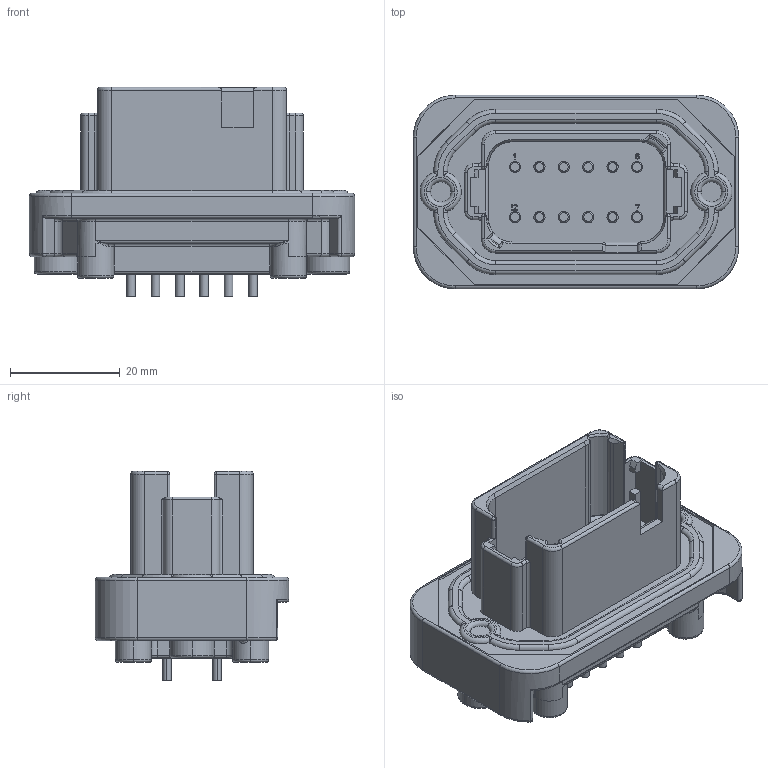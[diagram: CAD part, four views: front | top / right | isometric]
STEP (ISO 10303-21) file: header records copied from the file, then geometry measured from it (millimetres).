
FILE_DESCRIPTION((''),'2;1');
FILE_NAME('C-DT15-12PC-B016','2019-11-08T04:12:35',('workeradm'),('TE Connectivity Ltd.'),'CREO PARAMETRIC BY PTC INC, 2019030','CREO PARAMETRIC BY PTC INC, 2019030','');
FILE_SCHEMA(('AUTOMOTIVE_DESIGN { 1 0 10303 214 1 1 1 1 }'));
Length unit declared in the file: millimetre
Products named in the file (1): C-DT15-12PC-B016
Bounding box: 59.21 x 35.26 x 38.15 mm (x, y, z)
Volume: 23668.1 mm3; surface area: 12691.4 mm2
Topology: 1 solids, 1 shells, 679 faces, 1691 edges, 1059 vertices
Faces by surface type: plane 298, cylinder 219, torus 87, cone 54, bspline 11, sphere 10
Entity records: 22011 total; most frequent: CARTESIAN_POINT 5426, DIRECTION 3501, ORIENTED_EDGE 3382, EDGE_CURVE 1691, AXIS2_PLACEMENT_3D 1257, VERTEX_POINT 1059, VECTOR 987, LINE 987
